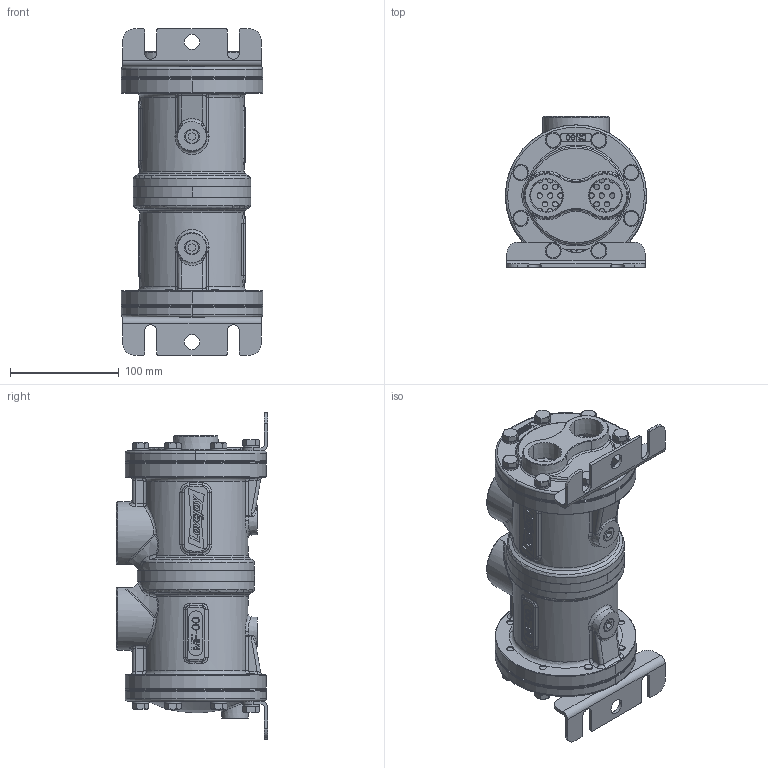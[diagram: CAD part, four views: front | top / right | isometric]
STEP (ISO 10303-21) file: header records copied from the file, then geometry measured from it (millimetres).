
FILE_DESCRIPTION((''),'2;1');
FILE_NAME('84527103213_ASM','2013-06-24T',('ppetruska'),(''),'PRO/ENGINEER BY PARAMETRIC TECHNOLOGY CORPORATION, 2012480','PRO/ENGINEER BY PARAMETRIC TECHNOLOGY CORPORATION, 2012480','');
FILE_SCHEMA(('CONFIG_CONTROL_DESIGN'));
Products named in the file (16): 84527108781_AF5; 84527108784_AF0_ASM; 84527108799_ASM; SIZE_80_WR_HDR_HDR; 84527103011; 84527108800; 84527108801; 84527108821_AF0; 84527103005_ASM; 84527108822_AF0; 84527103007_ASM; 84527108795; 84527108794; 84527103004; 68514457302; 84527103213_ASM
Assembly tree (48 placements, depth 4):
  84527103213_ASM
    84527108799_ASM  x2
      84527108784_AF0_ASM
        84527108781_AF5
    SIZE_80_WR_HDR_HDR
    84527103011  x3
    84527108800
    84527108801
    84527103005_ASM
      84527108821_AF0
    84527103007_ASM
      84527108822_AF0
    84527108795  x2
    84527108794  x16
    84527103004  x4
    68514457302  x12
Bounding box: 130 x 139 x 300 mm (x, y, z)
Volume: 1102341.9 mm3; surface area: 365512.6 mm2
Topology: 44 solids, 44 shells, 2789 faces, 7111 edges, 4498 vertices
Faces by surface type: plane 1558, cylinder 554, cone 439, bspline 140, torus 46, extrusion 28, sphere 24
Entity records: 59369 total; most frequent: CARTESIAN_POINT 15889, ORIENTED_EDGE 9098, DIRECTION 8643, EDGE_CURVE 4549, VECTOR 3347, LINE 3333, VERTEX_POINT 2928, AXIS2_PLACEMENT_3D 2648
